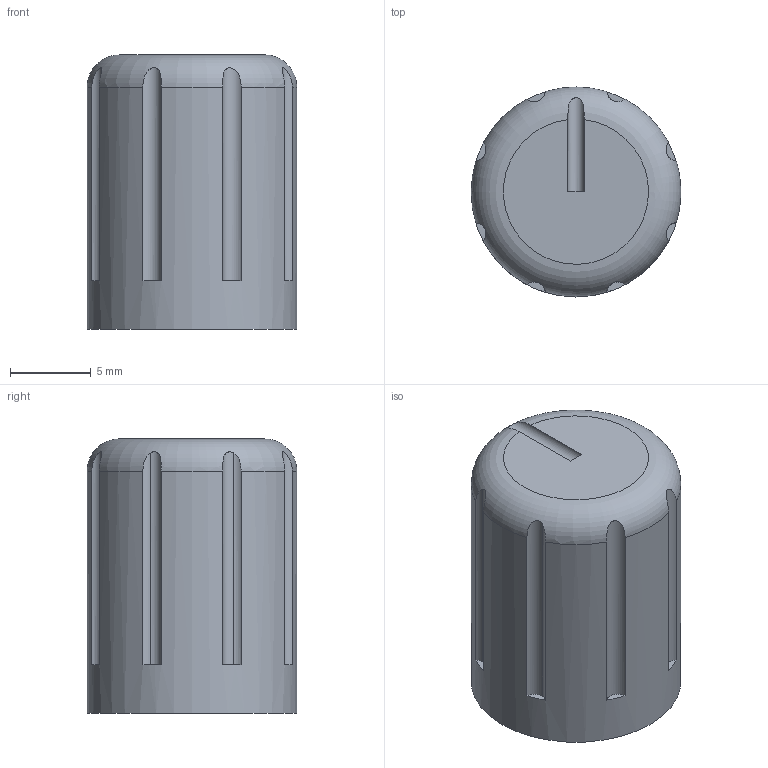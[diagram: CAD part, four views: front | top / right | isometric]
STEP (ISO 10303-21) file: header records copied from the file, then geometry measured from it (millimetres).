
FILE_DESCRIPTION(('FreeCAD Model'),'2;1');
FILE_NAME('Open CASCADE Shape Model','2023-11-16T15:38:21',(''),(''), 'Open CASCADE STEP processor 7.6','FreeCAD','Unknown');
FILE_SCHEMA(('AUTOMOTIVE_DESIGN { 1 0 10303 214 1 1 1 1 }'));
Length unit declared in the file: millimetre
Products named in the file (1): Cut
Bounding box: 13 x 13 x 17 mm (x, y, z)
Volume: 1774.9 mm3; surface area: 1234.2 mm2
Topology: 1 solids, 1 shells, 30 faces, 77 edges, 51 vertices
Faces by surface type: cylinder 15, plane 14, torus 1
Full cylindrical faces by diameter (mm): 8 x1, 13 x1
Entity records: 3578 total; most frequent: CARTESIAN_POINT 2123, DIRECTION 241, ORIENTED_EDGE 154, PCURVE 154, DEFINITIONAL_REPRESENTATION 154, LINE 83, VECTOR 83, B_SPLINE_CURVE_WITH_KNOTS 82
